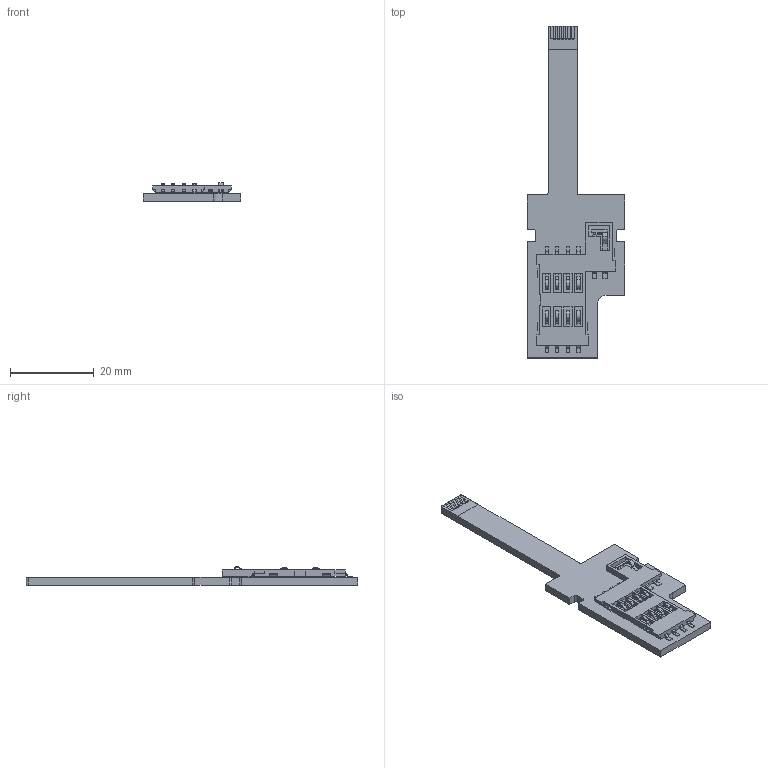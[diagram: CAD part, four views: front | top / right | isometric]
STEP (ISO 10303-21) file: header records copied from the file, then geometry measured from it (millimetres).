
FILE_DESCRIPTION(('Open CASCADE Model'),'2;1');
FILE_NAME('Open CASCADE Shape Model','2024-12-05T10:57:50',('Author'),( 'Open CASCADE'),'Open CASCADE STEP processor 6.8','Open CASCADE 6.8' ,'Unknown');
FILE_SCHEMA(('AUTOMOTIVE_DESIGN { 1 0 10303 214 1 1 1 1 }'));
Length unit declared in the file: millimetre
Products named in the file (11): PCB; Board; X1; 1016866256; Extruded; 1016866392; 1016866528; P2; 7311S0725A01LF
Assembly tree (19 placements, depth 4):
  PCB
    Board
    X1
      1016866256  x6
        Extruded
      1016866392
        Extruded
      1016866528  x5
        Extruded
    P2
      7311S0725A01LF
Bounding box: 23.4 x 79.5 x 4.49 mm (x, y, z)
Volume: 2409.8 mm3; surface area: 3599.2 mm2
Topology: 14 solids, 14 shells, 516 faces, 1398 edges, 930 vertices
Faces by surface type: plane 363, cylinder 81, bspline 72
Entity records: 47207 total; most frequent: CARTESIAN_POINT 24400, DIRECTION 3619, LINE 2440, VECTOR 2440, ORIENTED_EDGE 2424, PCURVE 2424, DEFINITIONAL_REPRESENTATION 2424, EDGE_CURVE 1212
